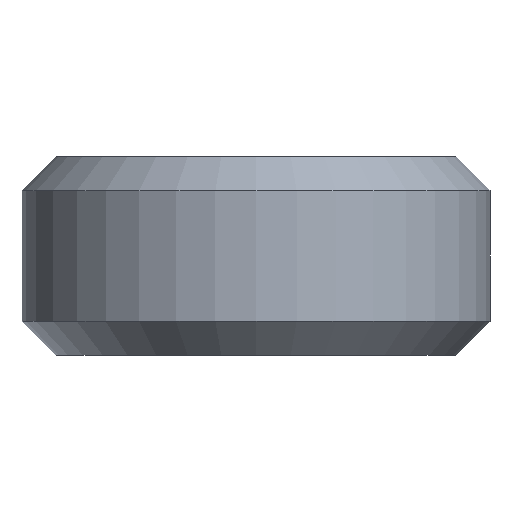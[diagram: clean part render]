
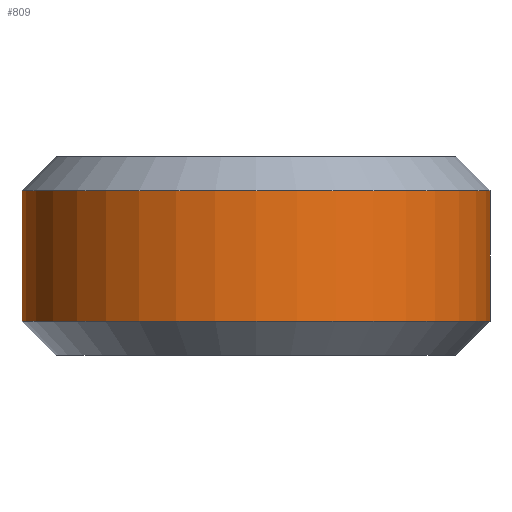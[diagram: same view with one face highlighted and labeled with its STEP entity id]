
A CAD part, front view. The second image highlights one B-rep face of the part: STEP entity #809.
In plain terms, the highlighted cylindrical face has radius 12 mm (diameter 24 mm), a partial arc.
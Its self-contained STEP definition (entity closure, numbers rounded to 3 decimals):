
#2 = CYLINDRICAL_SURFACE ( 'NONE', #725, 12. ) ;
#72 = VERTEX_POINT ( 'NONE', #152 ) ;
#80 = VERTEX_POINT ( 'NONE', #350 ) ;
#91 = CIRCLE ( 'NONE', #203, 12. ) ;
#106 = LINE ( 'NONE', #176, #450 ) ;
#107 = DIRECTION ( 'NONE',  ( 0., 0., 1. ) ) ;
#137 = CIRCLE ( 'NONE', #472, 12. ) ;
#152 = CARTESIAN_POINT ( 'NONE',  ( -12., 0., -1.75 ) ) ;
#173 = CARTESIAN_POINT ( 'NONE',  ( 0., 0., 4.079 ) ) ;
#176 = CARTESIAN_POINT ( 'NONE',  ( 12., 0., 4.079 ) ) ;
#203 = AXIS2_PLACEMENT_3D ( 'NONE', #490, #238, #665 ) ;
#214 = ORIENTED_EDGE ( 'NONE', *, *, #554, .T. ) ;
#238 = DIRECTION ( 'NONE',  ( 0., 0., 1. ) ) ;
#239 = FACE_OUTER_BOUND ( 'NONE', #315, .T. ) ;
#292 = EDGE_CURVE ( 'NONE', #72, #645, #137, .T. ) ;
#298 = CARTESIAN_POINT ( 'NONE',  ( -12., 0., 4.079 ) ) ;
#315 = EDGE_LOOP ( 'NONE', ( #757, #214, #706, #736 ) ) ;
#339 = VERTEX_POINT ( 'NONE', #351 ) ;
#350 = CARTESIAN_POINT ( 'NONE',  ( -12., 0., -8.45 ) ) ;
#351 = CARTESIAN_POINT ( 'NONE',  ( 12., 0., -8.45 ) ) ;
#424 = DIRECTION ( 'NONE',  ( 0., 0., 1. ) ) ;
#450 = VECTOR ( 'NONE', #424, 1000. ) ;
#472 = AXIS2_PLACEMENT_3D ( 'NONE', #606, #653, #474 ) ;
#474 = DIRECTION ( 'NONE',  ( 1., 0., 0. ) ) ;
#490 = CARTESIAN_POINT ( 'NONE',  ( 0., 0., -8.45 ) ) ;
#554 = EDGE_CURVE ( 'NONE', #80, #339, #91, .T. ) ;
#570 = EDGE_CURVE ( 'NONE', #80, #72, #732, .T. ) ;
#588 = VECTOR ( 'NONE', #604, 1000. ) ;
#604 = DIRECTION ( 'NONE',  ( 0., 0., 1. ) ) ;
#606 = CARTESIAN_POINT ( 'NONE',  ( 0., 0., -1.75 ) ) ;
#612 = EDGE_CURVE ( 'NONE', #339, #645, #106, .T. ) ;
#645 = VERTEX_POINT ( 'NONE', #792 ) ;
#653 = DIRECTION ( 'NONE',  ( 0., 0., 1. ) ) ;
#665 = DIRECTION ( 'NONE',  ( 1., 0., 0. ) ) ;
#672 = DIRECTION ( 'NONE',  ( 1., 0., 0. ) ) ;
#706 = ORIENTED_EDGE ( 'NONE', *, *, #612, .T. ) ;
#725 = AXIS2_PLACEMENT_3D ( 'NONE', #173, #107, #672 ) ;
#732 = LINE ( 'NONE', #298, #588 ) ;
#736 = ORIENTED_EDGE ( 'NONE', *, *, #292, .F. ) ;
#757 = ORIENTED_EDGE ( 'NONE', *, *, #570, .F. ) ;
#792 = CARTESIAN_POINT ( 'NONE',  ( 12., 0., -1.75 ) ) ;
#809 = ADVANCED_FACE ( 'NONE', ( #239 ), #2, .T. ) ;
